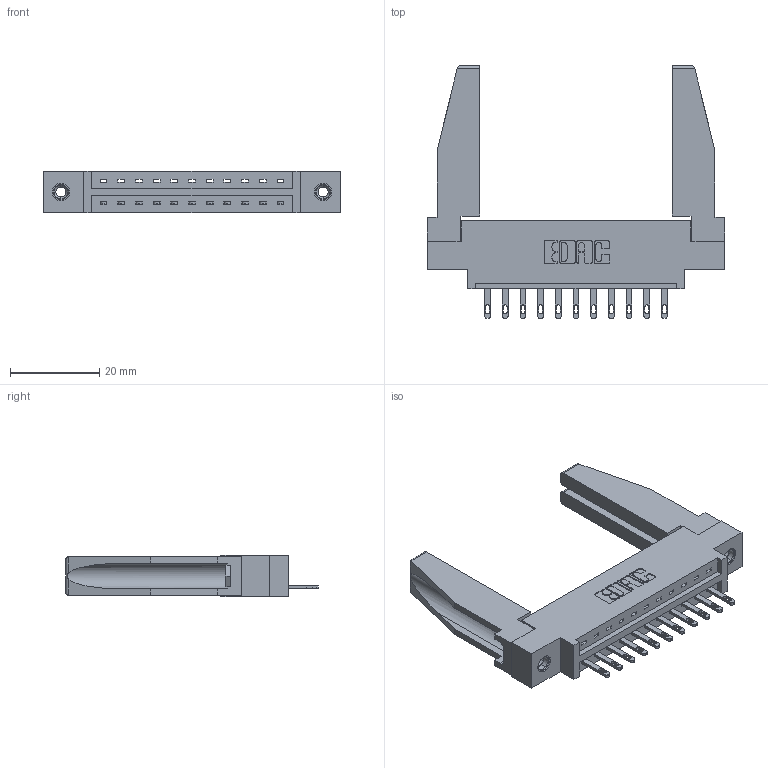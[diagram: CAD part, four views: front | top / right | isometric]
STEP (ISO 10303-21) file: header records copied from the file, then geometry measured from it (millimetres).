
FILE_DESCRIPTION (( 'STEP AP203' ), '1' );
FILE_NAME ('337-011-500-678.STEP', '2019-09-27T22:15:02', ( '' ), ( '' ), 'SwSTEP 2.0', 'SolidWorks 2016', '' );
FILE_SCHEMA (( 'CONFIG_CONTROL_DESIGN' ));
Length unit declared in the file: inch
Products named in the file (5): 345-250-001_345-250-001-102; 337 Part_0.170 Offset - 0.156 Dia-TI; 337-011-500-678; 345-292-001_345-293-100; 307-220-078
Assembly tree (16 placements, depth 2):
  337-011-500-678
    337 Part_0.170 Offset - 0.156 Dia-TI
    345-292-001_345-293-100  x11
    345-250-001_345-250-001-102  x2
    307-220-078  x2
Bounding box: 66.6 x 56.65 x 9.4 mm (x, y, z)
Volume: 10416.5 mm3; surface area: 10424.4 mm2
Topology: 16 solids, 16 shells, 886 faces, 2633 edges, 1746 vertices
Faces by surface type: plane 598, cylinder 272, cone 12, torus 4
Entity records: 14688 total; most frequent: CARTESIAN_POINT 2549, ORIENTED_EDGE 2452, DIRECTION 2220, EDGE_CURVE 1226, LINE 1056, VECTOR 1056, VERTEX_POINT 812, AXIS2_PLACEMENT_3D 582
